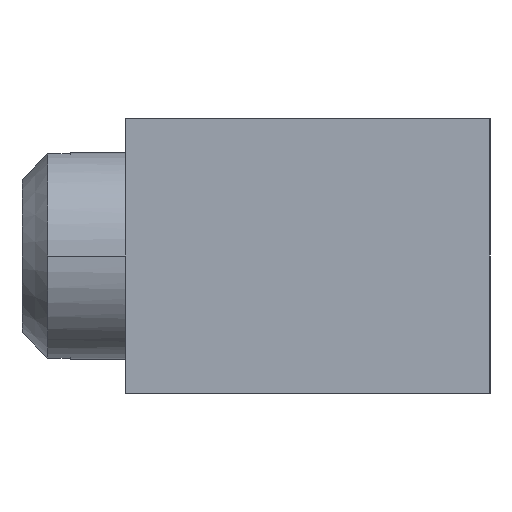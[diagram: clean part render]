
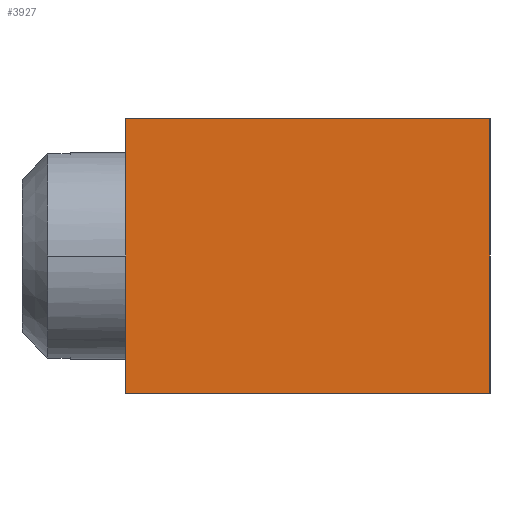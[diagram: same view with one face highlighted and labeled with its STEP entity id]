
A CAD part, left-side view. The second image highlights one B-rep face of the part: STEP entity #3927.
In plain terms, the highlighted planar face has unit normal (-1, 0, 0).
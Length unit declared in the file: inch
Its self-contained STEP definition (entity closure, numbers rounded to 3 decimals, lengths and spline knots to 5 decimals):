
#62 = DIRECTION ( 'NONE',  ( 0., 0., 1. ) ) ;
#153 = VECTOR ( 'NONE', #3635, 39.37008 ) ;
#269 = EDGE_CURVE ( 'NONE', #3367, #2686, #3075, .T. ) ;
#281 = VECTOR ( 'NONE', #2505, 39.37008 ) ;
#425 = EDGE_CURVE ( 'NONE', #3367, #2619, #976, .T. ) ;
#455 = DIRECTION ( 'NONE',  ( 0., 0., 1. ) ) ;
#598 = CARTESIAN_POINT ( 'NONE',  ( -0.93996, 0.21988, 0.16535 ) ) ;
#797 = CARTESIAN_POINT ( 'NONE',  ( -0.93996, -0.21988, 0.16535 ) ) ;
#877 = ORIENTED_EDGE ( 'NONE', *, *, #1902, .F. ) ;
#976 = LINE ( 'NONE', #1365, #2019 ) ;
#990 = EDGE_LOOP ( 'NONE', ( #1625, #877, #3453, #3939 ) ) ;
#1067 = CARTESIAN_POINT ( 'NONE',  ( -0.93996, -0.21988, 0.16535 ) ) ;
#1136 = CARTESIAN_POINT ( 'NONE',  ( -0.93996, 0.21988, 0.16535 ) ) ;
#1288 = VERTEX_POINT ( 'NONE', #1067 ) ;
#1365 = CARTESIAN_POINT ( 'NONE',  ( -0.93996, 0.21988, 0.16535 ) ) ;
#1489 = CARTESIAN_POINT ( 'NONE',  ( -0.93996, -0.21988, -0.16535 ) ) ;
#1606 = CARTESIAN_POINT ( 'NONE',  ( -0.93996, 0.21988, -0.16535 ) ) ;
#1625 = ORIENTED_EDGE ( 'NONE', *, *, #2944, .T. ) ;
#1902 = EDGE_CURVE ( 'NONE', #2619, #1288, #3044, .T. ) ;
#1994 = LINE ( 'NONE', #797, #2511 ) ;
#2019 = VECTOR ( 'NONE', #62, 39.37008 ) ;
#2036 = FACE_OUTER_BOUND ( 'NONE', #990, .T. ) ;
#2381 = PLANE ( 'NONE',  #3227 ) ;
#2396 = CARTESIAN_POINT ( 'NONE',  ( -0.93996, 0., 0.16535 ) ) ;
#2505 = DIRECTION ( 'NONE',  ( 0., -1., 0. ) ) ;
#2511 = VECTOR ( 'NONE', #455, 39.37008 ) ;
#2619 = VERTEX_POINT ( 'NONE', #598 ) ;
#2686 = VERTEX_POINT ( 'NONE', #1489 ) ;
#2944 = EDGE_CURVE ( 'NONE', #2686, #1288, #1994, .T. ) ;
#2969 = DIRECTION ( 'NONE',  ( 0., 0., -1. ) ) ;
#3044 = LINE ( 'NONE', #2396, #153 ) ;
#3075 = LINE ( 'NONE', #3978, #281 ) ;
#3227 = AXIS2_PLACEMENT_3D ( 'NONE', #1136, #3899, #2969 ) ;
#3367 = VERTEX_POINT ( 'NONE', #1606 ) ;
#3453 = ORIENTED_EDGE ( 'NONE', *, *, #425, .F. ) ;
#3635 = DIRECTION ( 'NONE',  ( 0., -1., 0. ) ) ;
#3899 = DIRECTION ( 'NONE',  ( 1., 0., 0. ) ) ;
#3927 = ADVANCED_FACE ( 'NONE', ( #2036 ), #2381, .F. ) ;
#3939 = ORIENTED_EDGE ( 'NONE', *, *, #269, .T. ) ;
#3978 = CARTESIAN_POINT ( 'NONE',  ( -0.93996, 0., -0.16535 ) ) ;
